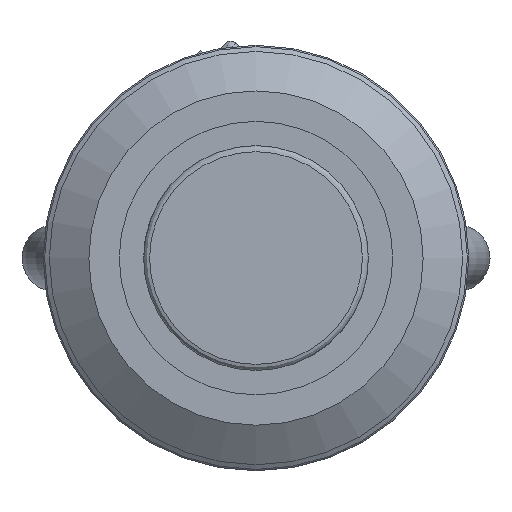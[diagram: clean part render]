
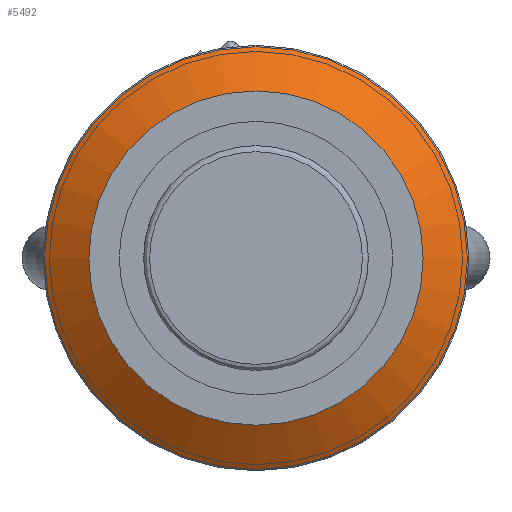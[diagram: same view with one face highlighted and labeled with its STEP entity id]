
A CAD part, front view. The second image highlights one B-rep face of the part: STEP entity #5492.
In plain terms, the highlighted conical face has half-angle 56.31 degrees and reference radius 6.25 mm.
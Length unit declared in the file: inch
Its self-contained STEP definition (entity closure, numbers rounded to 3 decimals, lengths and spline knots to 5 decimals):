
#50=CONICAL_SURFACE('',#6017,0.24606,0.983);
#419=CIRCLE('',#6007,0.21654);
#427=CIRCLE('',#6018,0.27384);
#428=CIRCLE('',#6019,0.27384);
#769=FACE_OUTER_BOUND('',#1088,.T.);
#1088=EDGE_LOOP('',(#4214,#4215,#4216,#4217,#4218));
#1539=LINE('',#9164,#1947);
#1947=VECTOR('',#7365,0.24606);
#2364=VERTEX_POINT('',#9144);
#2371=VERTEX_POINT('',#9163);
#2372=VERTEX_POINT('',#9165);
#3018=EDGE_CURVE('',#2364,#2364,#419,.T.);
#3027=EDGE_CURVE('',#2364,#2371,#1539,.T.);
#3028=EDGE_CURVE('',#2372,#2371,#427,.T.);
#3029=EDGE_CURVE('',#2371,#2372,#428,.T.);
#4214=ORIENTED_EDGE('',*,*,#3018,.F.);
#4215=ORIENTED_EDGE('',*,*,#3027,.T.);
#4216=ORIENTED_EDGE('',*,*,#3028,.F.);
#4217=ORIENTED_EDGE('',*,*,#3029,.F.);
#4218=ORIENTED_EDGE('',*,*,#3027,.F.);
#5492=ADVANCED_FACE('',(#769),#50,.T.);
#6007=AXIS2_PLACEMENT_3D('',#9145,#7342,#7343);
#6017=AXIS2_PLACEMENT_3D('',#9162,#7363,#7364);
#6018=AXIS2_PLACEMENT_3D('',#9166,#7366,#7367);
#6019=AXIS2_PLACEMENT_3D('',#9167,#7368,#7369);
#7342=DIRECTION('center_axis',(0.,-1.,0.));
#7343=DIRECTION('ref_axis',(1.,0.,0.));
#7363=DIRECTION('center_axis',(0.,1.,0.));
#7364=DIRECTION('ref_axis',(1.,0.,0.));
#7365=DIRECTION('',(-0.832,0.555,0.));
#7366=DIRECTION('center_axis',(0.,1.,0.));
#7367=DIRECTION('ref_axis',(-1.,0.,0.));
#7368=DIRECTION('center_axis',(0.,1.,0.));
#7369=DIRECTION('ref_axis',(-1.,0.,0.));
#9144=CARTESIAN_POINT('',(-0.21654,-0.52756,0.));
#9145=CARTESIAN_POINT('Origin',(0.,-0.52756,
0.));
#9162=CARTESIAN_POINT('Origin',(0.,-0.50787,
0.));
#9163=CARTESIAN_POINT('',(-0.27384,-0.48936,0.));
#9164=CARTESIAN_POINT('',(-0.24606,-0.50787,0.));
#9165=CARTESIAN_POINT('',(0.,-0.48936,-0.27384));
#9166=CARTESIAN_POINT('Origin',(0.,-0.48936,
0.));
#9167=CARTESIAN_POINT('Origin',(0.,-0.48936,
0.));
